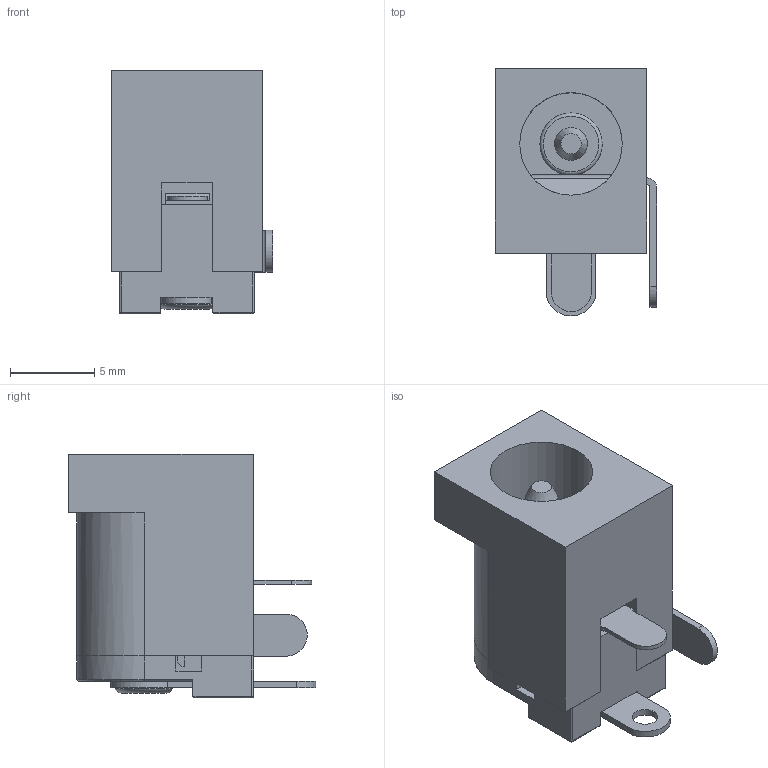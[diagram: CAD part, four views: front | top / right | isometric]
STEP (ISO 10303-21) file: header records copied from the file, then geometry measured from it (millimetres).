
FILE_DESCRIPTION(('FreeCAD Model'),'2;1');
FILE_NAME('DC_JACK.step', '2018-10-07T22:57:33',('Author'),(''), 'Open CASCADE STEP processor 7.2','FreeCAD','Unknown');
FILE_SCHEMA(('AUTOMOTIVE_DESIGN { 1 0 10303 214 1 1 1 1 }'));
Length unit declared in the file: millimetre
Products named in the file (1): MJ-179PH
Bounding box: 9.59 x 14.7 x 14.5 mm (x, y, z)
Volume: 782.4 mm3; surface area: 1688.7 mm2
Topology: 1 solids, 1 shells, 201 faces, 563 edges, 361 vertices
Faces by surface type: plane 140, cylinder 50, torus 5, cone 3, sphere 2, revolution 1
Full cylindrical faces by diameter (mm): 1.5 x2, 1.8 x1, 1.95 x2, 2 x1, 2.1 x1, 2.2 x1, 3.7 x2, 6.1 x1
Entity records: 16714 total; most frequent: CARTESIAN_POINT 4126, DIRECTION 2086, LINE 1401, VECTOR 1401, ORIENTED_EDGE 1120, PCURVE 1120, DEFINITIONAL_REPRESENTATION 1120, EDGE_CURVE 560
